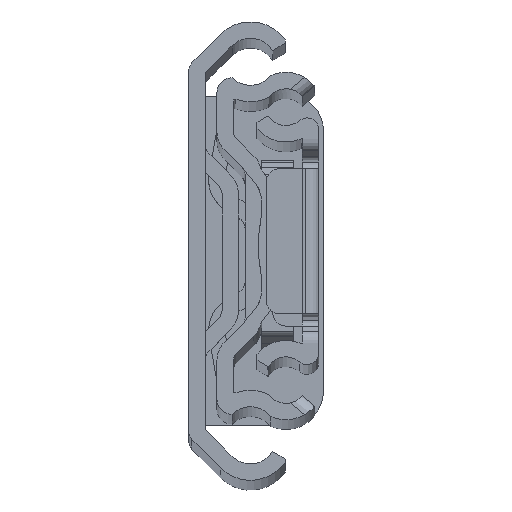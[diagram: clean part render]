
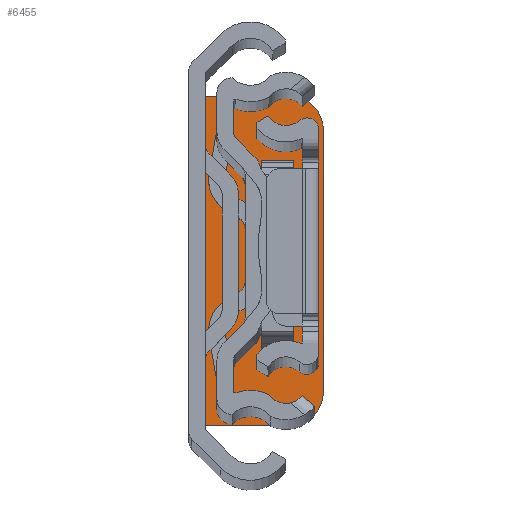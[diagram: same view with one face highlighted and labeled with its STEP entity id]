
A CAD part, top view. The second image highlights one B-rep face of the part: STEP entity #6455.
In plain terms, the highlighted planar face has unit normal (0, 0, 1).
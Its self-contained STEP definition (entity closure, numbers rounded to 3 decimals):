
#216 = VECTOR ( 'NONE', #1674, 1000. ) ;
#591 = DIRECTION ( 'NONE',  ( 0., 0., -1. ) ) ;
#707 = VERTEX_POINT ( 'NONE', #8391 ) ;
#748 = EDGE_CURVE ( 'NONE', #11754, #11183, #4736, .T. ) ;
#1674 = DIRECTION ( 'NONE',  ( -1., 0., 0. ) ) ;
#1697 = CARTESIAN_POINT ( 'NONE',  ( 13., 20., -861.1 ) ) ;
#2147 = CARTESIAN_POINT ( 'NONE',  ( 0., 25., -861.1 ) ) ;
#2149 = EDGE_CURVE ( 'NONE', #707, #7670, #7595, .T. ) ;
#2419 = DIRECTION ( 'NONE',  ( 0., -1., 0. ) ) ;
#2779 = CARTESIAN_POINT ( 'NONE',  ( 13., -20., -861.1 ) ) ;
#3116 = CARTESIAN_POINT ( 'NONE',  ( 18., 25., -861.1 ) ) ;
#3540 = ORIENTED_EDGE ( 'NONE', *, *, #11318, .T. ) ;
#3784 = DIRECTION ( 'NONE',  ( -1., 0., 0. ) ) ;
#3886 = DIRECTION ( 'NONE',  ( 0., 0., 1. ) ) ;
#4179 = ORIENTED_EDGE ( 'NONE', *, *, #2149, .F. ) ;
#4489 = ORIENTED_EDGE ( 'NONE', *, *, #10392, .T. ) ;
#4597 = CARTESIAN_POINT ( 'NONE',  ( 0., -25., -861.1 ) ) ;
#4675 = VECTOR ( 'NONE', #2419, 1000. ) ;
#4736 = LINE ( 'NONE', #2147, #12157 ) ;
#4833 = ORIENTED_EDGE ( 'NONE', *, *, #748, .T. ) ;
#4990 = LINE ( 'NONE', #8897, #6928 ) ;
#4993 = EDGE_LOOP ( 'NONE', ( #6104, #4489, #4179, #10136, #3540, #4833 ) ) ;
#5245 = AXIS2_PLACEMENT_3D ( 'NONE', #1697, #3886, #8835 ) ;
#5758 = CIRCLE ( 'NONE', #5245, 5. ) ;
#6104 = ORIENTED_EDGE ( 'NONE', *, *, #11416, .F. ) ;
#6455 = ADVANCED_FACE ( 'NONE', ( #15587 ), #9437, .F. ) ;
#6928 = VECTOR ( 'NONE', #3784, 1000. ) ;
#7595 = LINE ( 'NONE', #12548, #4675 ) ;
#7606 = AXIS2_PLACEMENT_3D ( 'NONE', #3116, #591, #14151 ) ;
#7670 = VERTEX_POINT ( 'NONE', #11417 ) ;
#7691 = CIRCLE ( 'NONE', #13406, 5. ) ;
#8065 = LINE ( 'NONE', #8150, #216 ) ;
#8150 = CARTESIAN_POINT ( 'NONE',  ( 18., -25., -861.1 ) ) ;
#8369 = CARTESIAN_POINT ( 'NONE',  ( 13., -25., -861.1 ) ) ;
#8391 = CARTESIAN_POINT ( 'NONE',  ( 18., 20., -861.1 ) ) ;
#8471 = CARTESIAN_POINT ( 'NONE',  ( 13., 25., -861.1 ) ) ;
#8835 = DIRECTION ( 'NONE',  ( -1., 0., 0. ) ) ;
#8897 = CARTESIAN_POINT ( 'NONE',  ( 18., 25., -861.1 ) ) ;
#8935 = DIRECTION ( 'NONE',  ( -1., 0., 0. ) ) ;
#9437 = PLANE ( 'NONE',  #7606 ) ;
#9845 = VERTEX_POINT ( 'NONE', #8471 ) ;
#10136 = ORIENTED_EDGE ( 'NONE', *, *, #12050, .T. ) ;
#10392 = EDGE_CURVE ( 'NONE', #15834, #7670, #7691, .T. ) ;
#10912 = DIRECTION ( 'NONE',  ( 0., -1., 0. ) ) ;
#11183 = VERTEX_POINT ( 'NONE', #4597 ) ;
#11318 = EDGE_CURVE ( 'NONE', #9845, #11754, #4990, .T. ) ;
#11416 = EDGE_CURVE ( 'NONE', #15834, #11183, #8065, .T. ) ;
#11417 = CARTESIAN_POINT ( 'NONE',  ( 18., -20., -861.1 ) ) ;
#11754 = VERTEX_POINT ( 'NONE', #13145 ) ;
#12050 = EDGE_CURVE ( 'NONE', #707, #9845, #5758, .T. ) ;
#12157 = VECTOR ( 'NONE', #10912, 1000. ) ;
#12548 = CARTESIAN_POINT ( 'NONE',  ( 18., 25., -861.1 ) ) ;
#13145 = CARTESIAN_POINT ( 'NONE',  ( 0., 25., -861.1 ) ) ;
#13406 = AXIS2_PLACEMENT_3D ( 'NONE', #2779, #14115, #8935 ) ;
#14115 = DIRECTION ( 'NONE',  ( 0., 0., 1. ) ) ;
#14151 = DIRECTION ( 'NONE',  ( -1., 0., 0. ) ) ;
#15587 = FACE_OUTER_BOUND ( 'NONE', #4993, .T. ) ;
#15834 = VERTEX_POINT ( 'NONE', #8369 ) ;
